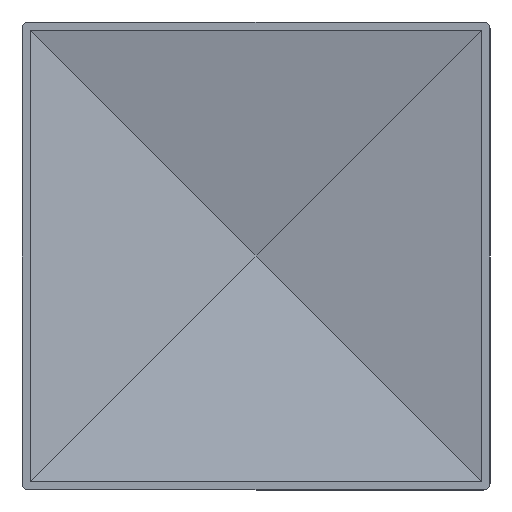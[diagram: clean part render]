
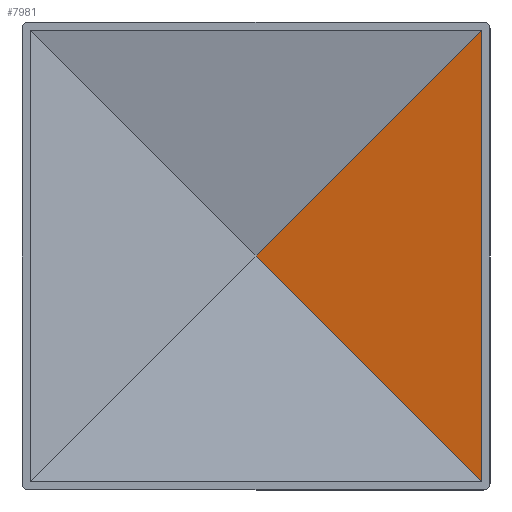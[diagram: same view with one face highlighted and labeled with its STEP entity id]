
A CAD part, front view. The second image highlights one B-rep face of the part: STEP entity #7981.
In plain terms, the highlighted planar face has unit normal (-0.211, -0.978, 0).
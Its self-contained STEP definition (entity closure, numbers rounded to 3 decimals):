
#829 = EDGE_CURVE ( 'NONE', #8734, #1133, #6650, .T. ) ;
#910 = CARTESIAN_POINT ( 'NONE',  ( 50.7, 6.258, -52.5 ) ) ;
#1133 = VERTEX_POINT ( 'NONE', #7331 ) ;
#1164 = VECTOR ( 'NONE', #1780, 1000. ) ;
#1457 = PLANE ( 'NONE',  #10815 ) ;
#1675 = DIRECTION ( 'NONE',  ( 0.699, -0.151, -0.699 ) ) ;
#1780 = DIRECTION ( 'NONE',  ( 0.699, -0.151, 0.699 ) ) ;
#1924 = EDGE_CURVE ( 'NONE', #1133, #6985, #3612, .T. ) ;
#2323 = CARTESIAN_POINT ( 'NONE',  ( 3.543, 16.429, -52.5 ) ) ;
#3612 = LINE ( 'NONE', #910, #10548 ) ;
#4446 = EDGE_CURVE ( 'NONE', #8734, #6985, #7493, .T. ) ;
#4447 = ORIENTED_EDGE ( 'NONE', *, *, #1924, .T. ) ;
#5957 = CARTESIAN_POINT ( 'NONE',  ( 27.465, 11.269, -27.465 ) ) ;
#6182 = CARTESIAN_POINT ( 'NONE',  ( 50.7, 6.258, 50.7 ) ) ;
#6538 = EDGE_LOOP ( 'NONE', ( #8868, #4447, #10580 ) ) ;
#6650 = LINE ( 'NONE', #5957, #10463 ) ;
#6985 = VERTEX_POINT ( 'NONE', #6182 ) ;
#7331 = CARTESIAN_POINT ( 'NONE',  ( 50.7, 6.258, -50.7 ) ) ;
#7493 = LINE ( 'NONE', #8587, #1164 ) ;
#7981 = ADVANCED_FACE ( 'NONE', ( #10653 ), #1457, .T. ) ;
#8375 = DIRECTION ( 'NONE',  ( 0.978, -0.211, 0. ) ) ;
#8587 = CARTESIAN_POINT ( 'NONE',  ( -23.841, 22.335, -23.841 ) ) ;
#8734 = VERTEX_POINT ( 'NONE', #10428 ) ;
#8868 = ORIENTED_EDGE ( 'NONE', *, *, #829, .T. ) ;
#9589 = DIRECTION ( 'NONE',  ( 0., 0., 1. ) ) ;
#10161 = DIRECTION ( 'NONE',  ( -0.211, -0.978, 0. ) ) ;
#10428 = CARTESIAN_POINT ( 'NONE',  ( 0., 17.193, 0. ) ) ;
#10463 = VECTOR ( 'NONE', #1675, 1000. ) ;
#10548 = VECTOR ( 'NONE', #9589, 1000. ) ;
#10580 = ORIENTED_EDGE ( 'NONE', *, *, #4446, .F. ) ;
#10653 = FACE_OUTER_BOUND ( 'NONE', #6538, .T. ) ;
#10815 = AXIS2_PLACEMENT_3D ( 'NONE', #2323, #10161, #8375 ) ;
